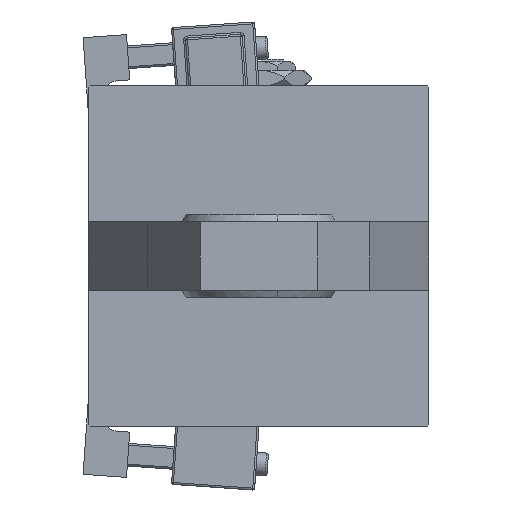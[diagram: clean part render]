
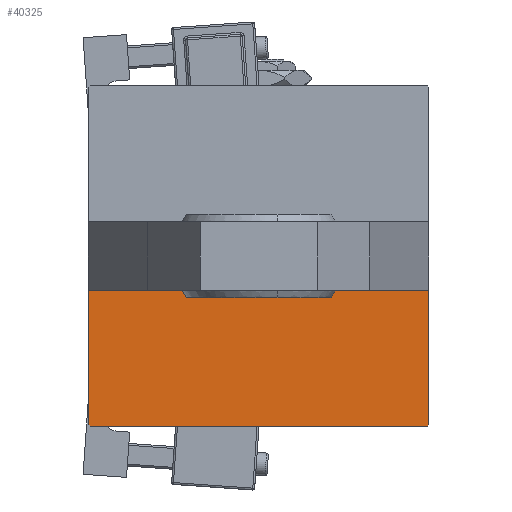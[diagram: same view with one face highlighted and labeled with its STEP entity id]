
A CAD part, left-side view. The second image highlights one B-rep face of the part: STEP entity #40325.
In plain terms, the highlighted planar face has unit normal (-1, 0, 0).
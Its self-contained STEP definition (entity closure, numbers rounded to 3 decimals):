
#1110 = LINE ( 'NONE', #18676, #32545 ) ;
#1722 = FACE_OUTER_BOUND ( 'NONE', #31077, .T. ) ;
#2376 = EDGE_CURVE ( 'NONE', #10320, #42326, #7908, .T. ) ;
#6003 = VECTOR ( 'NONE', #32587, 1000. ) ;
#7189 = CARTESIAN_POINT ( 'NONE',  ( 0., -44.5, -45. ) ) ;
#7908 = LINE ( 'NONE', #30081, #50421 ) ;
#10320 = VERTEX_POINT ( 'NONE', #7189 ) ;
#11112 = VECTOR ( 'NONE', #39917, 1000. ) ;
#13224 = DIRECTION ( 'NONE',  ( 0., 0., -1. ) ) ;
#14359 = CARTESIAN_POINT ( 'NONE',  ( 0., 45., 45. ) ) ;
#15077 = VERTEX_POINT ( 'NONE', #55144 ) ;
#17216 = CARTESIAN_POINT ( 'NONE',  ( 0., -44.75, 44.75 ) ) ;
#18676 = CARTESIAN_POINT ( 'NONE',  ( 0., -45., 45. ) ) ;
#18683 = DIRECTION ( 'NONE',  ( 0., -1., 0. ) ) ;
#19286 = DIRECTION ( 'NONE',  ( -1., 0., 0. ) ) ;
#19861 = PLANE ( 'NONE',  #22680 ) ;
#20210 = ORIENTED_EDGE ( 'NONE', *, *, #40102, .T. ) ;
#22315 = CARTESIAN_POINT ( 'NONE',  ( 0., -9., 45. ) ) ;
#22680 = AXIS2_PLACEMENT_3D ( 'NONE', #23602, #19286, #49261 ) ;
#23602 = CARTESIAN_POINT ( 'NONE',  ( 0., 0., 0. ) ) ;
#23920 = EDGE_CURVE ( 'NONE', #49180, #53226, #48277, .T. ) ;
#27766 = CARTESIAN_POINT ( 'NONE',  ( 0., -9., 45. ) ) ;
#28792 = CARTESIAN_POINT ( 'NONE',  ( 0., -45., -44.5 ) ) ;
#30081 = CARTESIAN_POINT ( 'NONE',  ( 0., -44.75, -44.75 ) ) ;
#30463 = LINE ( 'NONE', #17216, #53040 ) ;
#31077 = EDGE_LOOP ( 'NONE', ( #49926, #46919, #49239, #42182, #46160, #20210 ) ) ;
#32545 = VECTOR ( 'NONE', #13224, 1000. ) ;
#32587 = DIRECTION ( 'NONE',  ( 0., -1., 0. ) ) ;
#34796 = DIRECTION ( 'NONE',  ( 0., 0.707, 0.707 ) ) ;
#36047 = VERTEX_POINT ( 'NONE', #55610 ) ;
#36701 = EDGE_CURVE ( 'NONE', #53226, #10320, #37214, .T. ) ;
#37214 = LINE ( 'NONE', #41820, #6003 ) ;
#37907 = CARTESIAN_POINT ( 'NONE',  ( 0., -9., -45. ) ) ;
#38822 = EDGE_CURVE ( 'NONE', #49180, #15077, #40599, .T. ) ;
#39917 = DIRECTION ( 'NONE',  ( 0., 0., -1. ) ) ;
#40102 = EDGE_CURVE ( 'NONE', #36047, #15077, #30463, .T. ) ;
#40325 = ADVANCED_FACE ( 'NONE', ( #1722 ), #19861, .T. ) ;
#40599 = LINE ( 'NONE', #14359, #41957 ) ;
#41820 = CARTESIAN_POINT ( 'NONE',  ( 0., 45., -45. ) ) ;
#41957 = VECTOR ( 'NONE', #18683, 1000. ) ;
#42182 = ORIENTED_EDGE ( 'NONE', *, *, #2376, .T. ) ;
#42326 = VERTEX_POINT ( 'NONE', #28792 ) ;
#46160 = ORIENTED_EDGE ( 'NONE', *, *, #53125, .F. ) ;
#46919 = ORIENTED_EDGE ( 'NONE', *, *, #23920, .T. ) ;
#48277 = LINE ( 'NONE', #22315, #11112 ) ;
#49180 = VERTEX_POINT ( 'NONE', #27766 ) ;
#49239 = ORIENTED_EDGE ( 'NONE', *, *, #36701, .T. ) ;
#49261 = DIRECTION ( 'NONE',  ( 0., 0., 1. ) ) ;
#49926 = ORIENTED_EDGE ( 'NONE', *, *, #38822, .F. ) ;
#50421 = VECTOR ( 'NONE', #51973, 1000. ) ;
#51973 = DIRECTION ( 'NONE',  ( 0., -0.707, 0.707 ) ) ;
#53040 = VECTOR ( 'NONE', #34796, 1000. ) ;
#53125 = EDGE_CURVE ( 'NONE', #36047, #42326, #1110, .T. ) ;
#53226 = VERTEX_POINT ( 'NONE', #37907 ) ;
#55144 = CARTESIAN_POINT ( 'NONE',  ( 0., -44.5, 45. ) ) ;
#55610 = CARTESIAN_POINT ( 'NONE',  ( 0., -45., 44.5 ) ) ;
